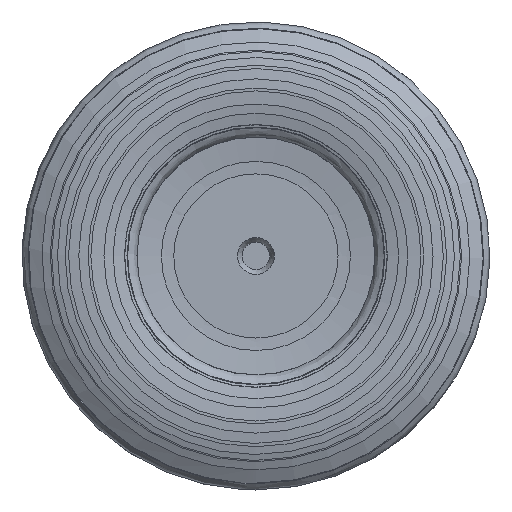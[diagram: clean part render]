
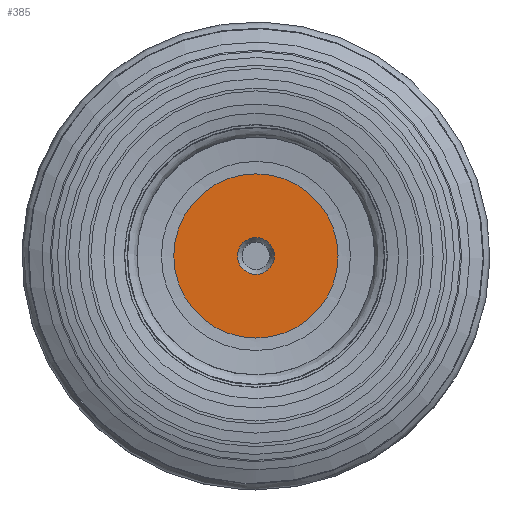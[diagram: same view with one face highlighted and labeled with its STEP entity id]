
A CAD part, left-side view. The second image highlights one B-rep face of the part: STEP entity #385.
In plain terms, the highlighted planar face has unit normal (-1, 0, 0).
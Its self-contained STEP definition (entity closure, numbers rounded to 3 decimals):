
#207=PLANE('',#1200);
#385=ADVANCED_FACE('',(#510,#511),#207,.T.);
#510=FACE_BOUND('',#642,.T.);
#511=FACE_BOUND('',#643,.T.);
#642=EDGE_LOOP('',(#844));
#643=EDGE_LOOP('',(#845));
#844=ORIENTED_EDGE('',*,*,#1034,.T.);
#845=ORIENTED_EDGE('',*,*,#1036,.T.);
#933=VERTEX_POINT('',#3066);
#935=VERTEX_POINT('',#3099);
#1034=EDGE_CURVE('',#933,#933,#1098,.T.);
#1036=EDGE_CURVE('',#935,#935,#1100,.T.);
#1098=CIRCLE('',#1196,4.461);
#1100=CIRCLE('',#1199,1.);
#1196=AXIS2_PLACEMENT_3D('',#3065,#1449,#1450);
#1199=AXIS2_PLACEMENT_3D('',#3098,#1455,#1456);
#1200=AXIS2_PLACEMENT_3D('',#3100,#1457,#1458);
#1449=DIRECTION('',(-1.,0.,0.));
#1450=DIRECTION('',(0.,0.,1.));
#1455=DIRECTION('',(1.,0.,0.));
#1456=DIRECTION('',(0.,0.,-1.));
#1457=DIRECTION('',(-1.,0.,0.));
#1458=DIRECTION('',(0.,0.,1.));
#3065=CARTESIAN_POINT('',(1.2,0.,0.));
#3066=CARTESIAN_POINT('',(1.2,0.,4.461));
#3098=CARTESIAN_POINT('',(1.2,0.,0.));
#3099=CARTESIAN_POINT('',(1.2,0.,-1.));
#3100=CARTESIAN_POINT('',(1.2,4.8,0.));
